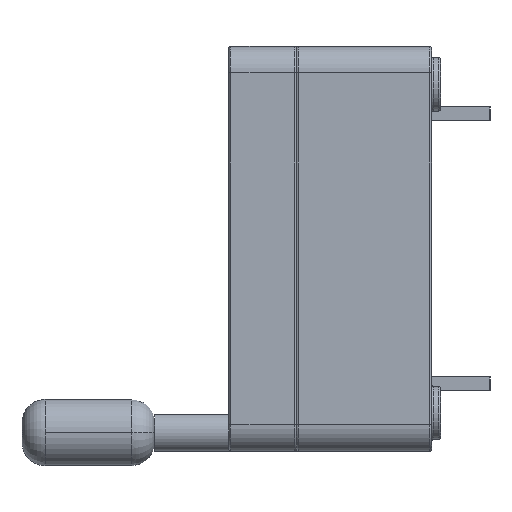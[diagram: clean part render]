
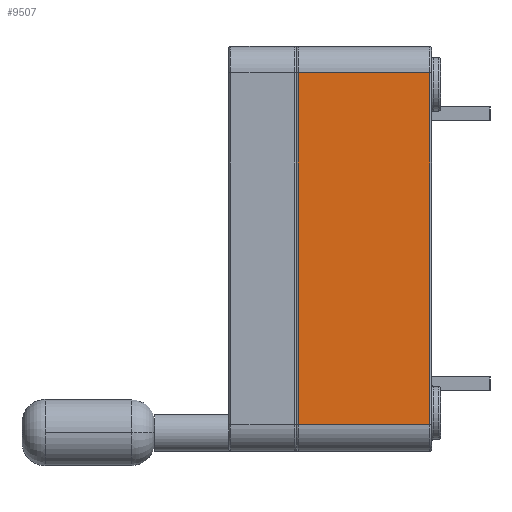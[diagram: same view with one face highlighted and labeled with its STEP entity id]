
A CAD part, left-side view. The second image highlights one B-rep face of the part: STEP entity #9507.
In plain terms, the highlighted planar face has unit normal (-1, 0, 0).
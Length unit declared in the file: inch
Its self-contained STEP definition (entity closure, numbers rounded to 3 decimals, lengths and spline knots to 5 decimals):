
#189 = DIRECTION ( 'NONE',  ( 0., 0., -1. ) ) ;
#499 = PLANE ( 'NONE',  #4710 ) ;
#624 = VERTEX_POINT ( 'NONE', #8527 ) ;
#1315 = EDGE_CURVE ( 'NONE', #13476, #6522, #15602, .T. ) ;
#1818 = ORIENTED_EDGE ( 'NONE', *, *, #17799, .F. ) ;
#2497 = EDGE_CURVE ( 'NONE', #5244, #624, #7724, .T. ) ;
#2611 = CARTESIAN_POINT ( 'NONE',  ( -1.29, 0.02394, -0.39094 ) ) ;
#3446 = DIRECTION ( 'NONE',  ( 1., 0., 0. ) ) ;
#4401 = LINE ( 'NONE', #17452, #5267 ) ;
#4710 = AXIS2_PLACEMENT_3D ( 'NONE', #13098, #3446, #189 ) ;
#4787 = DIRECTION ( 'NONE',  ( 0., -1., 0. ) ) ;
#5244 = VERTEX_POINT ( 'NONE', #2611 ) ;
#5267 = VECTOR ( 'NONE', #4787, 39.37008 ) ;
#5396 = CARTESIAN_POINT ( 'NONE',  ( -1.29, 0.31646, 0.39094 ) ) ;
#6522 = VERTEX_POINT ( 'NONE', #11346 ) ;
#7429 = CARTESIAN_POINT ( 'NONE',  ( -1.29, 0.02394, 0.39094 ) ) ;
#7724 = LINE ( 'NONE', #7429, #9679 ) ;
#7874 = FACE_OUTER_BOUND ( 'NONE', #8655, .T. ) ;
#8527 = CARTESIAN_POINT ( 'NONE',  ( -1.29, 0.02394, 0.39094 ) ) ;
#8655 = EDGE_LOOP ( 'NONE', ( #10774, #9613, #1818, #9571 ) ) ;
#8778 = VECTOR ( 'NONE', #9932, 39.37008 ) ;
#9507 = ADVANCED_FACE ( 'NONE', ( #7874 ), #499, .F. ) ;
#9571 = ORIENTED_EDGE ( 'NONE', *, *, #1315, .T. ) ;
#9613 = ORIENTED_EDGE ( 'NONE', *, *, #2497, .T. ) ;
#9679 = VECTOR ( 'NONE', #14477, 39.37008 ) ;
#9932 = DIRECTION ( 'NONE',  ( 0., -1., 0. ) ) ;
#10046 = CARTESIAN_POINT ( 'NONE',  ( -1.29, 0.47, 0.39094 ) ) ;
#10774 = ORIENTED_EDGE ( 'NONE', *, *, #12166, .T. ) ;
#10847 = VECTOR ( 'NONE', #17464, 39.37008 ) ;
#11346 = CARTESIAN_POINT ( 'NONE',  ( -1.29, 0.31646, -0.39094 ) ) ;
#12166 = EDGE_CURVE ( 'NONE', #6522, #5244, #4401, .T. ) ;
#12282 = LINE ( 'NONE', #10046, #8778 ) ;
#13098 = CARTESIAN_POINT ( 'NONE',  ( -1.29, 0.47, -0.39094 ) ) ;
#13409 = CARTESIAN_POINT ( 'NONE',  ( -1.29, 0.31646, -0.39094 ) ) ;
#13476 = VERTEX_POINT ( 'NONE', #5396 ) ;
#14477 = DIRECTION ( 'NONE',  ( 0., 0., 1. ) ) ;
#15602 = LINE ( 'NONE', #13409, #10847 ) ;
#17452 = CARTESIAN_POINT ( 'NONE',  ( -1.29, 0.47, -0.39094 ) ) ;
#17464 = DIRECTION ( 'NONE',  ( 0., 0., -1. ) ) ;
#17799 = EDGE_CURVE ( 'NONE', #13476, #624, #12282, .T. ) ;
